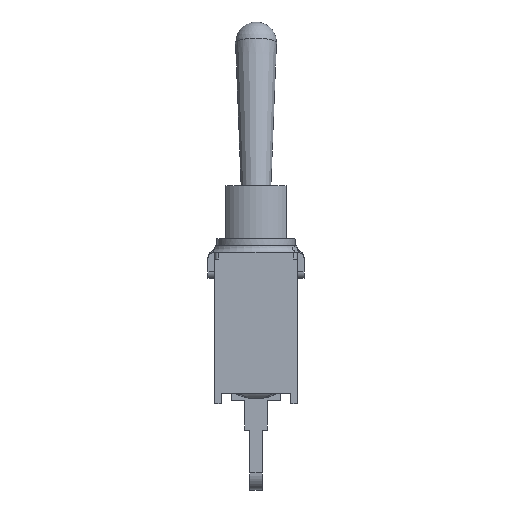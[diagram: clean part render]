
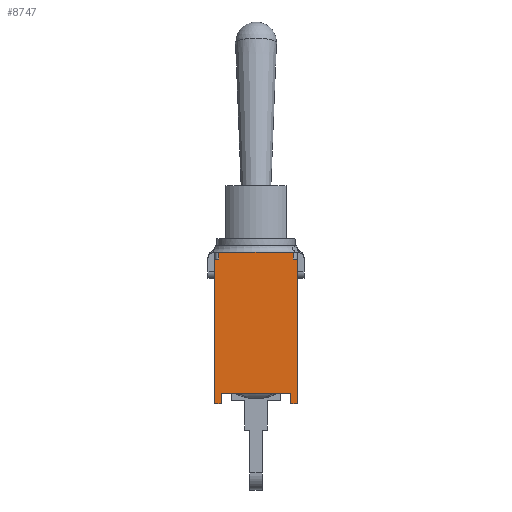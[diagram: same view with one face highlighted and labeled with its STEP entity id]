
A CAD part, left-side view. The second image highlights one B-rep face of the part: STEP entity #8747.
In plain terms, the highlighted planar face has unit normal (-1, 0, 0).
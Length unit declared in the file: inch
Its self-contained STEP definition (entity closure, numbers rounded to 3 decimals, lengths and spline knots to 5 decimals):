
#1097=CARTESIAN_POINT('',(-0.16004,0.09016,0.36614));
#1098=VERTEX_POINT('',#1097);
#1106=CARTESIAN_POINT('',(-0.16004,-0.09016,0.36614));
#1107=VERTEX_POINT('',#1106);
#1108=CARTESIAN_POINT('',(-0.16004,-0.09016,0.36614));
#1109=DIRECTION('',(0.0,1.0,0.0));
#1110=VECTOR('',#1109,0.18031);
#1111=LINE('',#1108,#1110);
#1112=EDGE_CURVE('',#1107,#1098,#1111,.T.);
#1951=CARTESIAN_POINT('',(-0.16004,0.09016,0.35));
#1952=VERTEX_POINT('',#1951);
#1960=CARTESIAN_POINT('',(-0.16004,0.09016,0.35));
#1961=DIRECTION('',(0.0,0.0,1.0));
#1962=VECTOR('',#1961,0.01614);
#1963=LINE('',#1960,#1962);
#1964=EDGE_CURVE('',#1952,#1098,#1963,.T.);
#1975=CARTESIAN_POINT('',(-0.16004,-0.09016,0.35));
#1976=VERTEX_POINT('',#1975);
#1977=CARTESIAN_POINT('',(-0.16004,-0.09016,0.36614));
#1978=DIRECTION('',(0.0,0.0,-1.0));
#1979=VECTOR('',#1978,0.01614);
#1980=LINE('',#1977,#1979);
#1981=EDGE_CURVE('',#1107,#1976,#1980,.T.);
#2424=CARTESIAN_POINT('',(-0.16004,0.1,0.35));
#2425=VERTEX_POINT('',#2424);
#2432=CARTESIAN_POINT('',(-0.16004,0.09016,0.35));
#2433=DIRECTION('',(0.0,1.0,0.0));
#2434=VECTOR('',#2433,0.00984);
#2435=LINE('',#2432,#2434);
#2436=EDGE_CURVE('',#1952,#2425,#2435,.T.);
#2507=CARTESIAN_POINT('',(-0.16004,0.1,0.0));
#2508=VERTEX_POINT('',#2507);
#2515=CARTESIAN_POINT('',(-0.16004,0.1,0.0));
#2516=DIRECTION('',(0.0,0.0,1.0));
#2517=VECTOR('',#2516,0.35);
#2518=LINE('',#2515,#2517);
#2519=EDGE_CURVE('',#2508,#2425,#2518,.T.);
#8423=CARTESIAN_POINT('',(-0.16004,-0.08425,0.02559));
#8424=VERTEX_POINT('',#8423);
#8439=CARTESIAN_POINT('',(-0.16004,-0.08425,0.0));
#8440=VERTEX_POINT('',#8439);
#8447=CARTESIAN_POINT('',(-0.16004,-0.08425,0.02559));
#8448=DIRECTION('',(0.0,0.0,-1.0));
#8449=VECTOR('',#8448,0.02559);
#8450=LINE('',#8447,#8449);
#8451=EDGE_CURVE('',#8424,#8440,#8450,.T.);
#8461=CARTESIAN_POINT('',(-0.16004,0.08425,0.02559));
#8462=VERTEX_POINT('',#8461);
#8471=CARTESIAN_POINT('',(-0.16004,0.08425,0.0));
#8472=VERTEX_POINT('',#8471);
#8473=CARTESIAN_POINT('',(-0.16004,0.08425,0.0));
#8474=DIRECTION('',(0.0,0.0,1.0));
#8475=VECTOR('',#8474,0.02559);
#8476=LINE('',#8473,#8475);
#8477=EDGE_CURVE('',#8472,#8462,#8476,.T.);
#8670=CARTESIAN_POINT('',(-0.16004,0.08425,0.02559));
#8671=DIRECTION('',(0.0,-1.0,0.0));
#8672=VECTOR('',#8671,0.1685);
#8673=LINE('',#8670,#8672);
#8674=EDGE_CURVE('',#8462,#8424,#8673,.T.);
#8704=CARTESIAN_POINT('',(-0.16004,-0.11,-0.01831));
#8705=DIRECTION('',(-1.0,0.0,0.0));
#8706=DIRECTION('',(0.0,0.0,1.0));
#8707=AXIS2_PLACEMENT_3D('',#8704,#8705,#8706);
#8708=PLANE('',#8707);
#8709=ORIENTED_EDGE('',*,*,#8477,.T.);
#8710=ORIENTED_EDGE('',*,*,#8674,.T.);
#8711=ORIENTED_EDGE('',*,*,#8451,.T.);
#8712=CARTESIAN_POINT('',(-0.16004,-0.1,0.0));
#8713=VERTEX_POINT('',#8712);
#8714=CARTESIAN_POINT('',(-0.16004,-0.1,0.0));
#8715=DIRECTION('',(0.0,1.0,0.0));
#8716=VECTOR('',#8715,0.01575);
#8717=LINE('',#8714,#8716);
#8718=EDGE_CURVE('',#8713,#8440,#8717,.T.);
#8719=ORIENTED_EDGE('',*,*,#8718,.F.);
#8720=CARTESIAN_POINT('',(-0.16004,-0.1,0.35));
#8721=VERTEX_POINT('',#8720);
#8722=CARTESIAN_POINT('',(-0.16004,-0.1,0.0));
#8723=DIRECTION('',(0.0,0.0,1.0));
#8724=VECTOR('',#8723,0.35);
#8725=LINE('',#8722,#8724);
#8726=EDGE_CURVE('',#8713,#8721,#8725,.T.);
#8727=ORIENTED_EDGE('',*,*,#8726,.T.);
#8728=CARTESIAN_POINT('',(-0.16004,-0.1,0.35));
#8729=DIRECTION('',(0.0,1.0,0.0));
#8730=VECTOR('',#8729,0.00984);
#8731=LINE('',#8728,#8730);
#8732=EDGE_CURVE('',#8721,#1976,#8731,.T.);
#8733=ORIENTED_EDGE('',*,*,#8732,.T.);
#8734=ORIENTED_EDGE('',*,*,#1981,.F.);
#8735=ORIENTED_EDGE('',*,*,#1112,.T.);
#8736=ORIENTED_EDGE('',*,*,#1964,.F.);
#8737=ORIENTED_EDGE('',*,*,#2436,.T.);
#8738=ORIENTED_EDGE('',*,*,#2519,.F.);
#8739=CARTESIAN_POINT('',(-0.16004,0.08425,0.0));
#8740=DIRECTION('',(0.0,1.0,0.0));
#8741=VECTOR('',#8740,0.01575);
#8742=LINE('',#8739,#8741);
#8743=EDGE_CURVE('',#8472,#2508,#8742,.T.);
#8744=ORIENTED_EDGE('',*,*,#8743,.F.);
#8745=EDGE_LOOP('',(#8709,#8710,#8711,#8719,#8727,#8733,#8734,#8735,#8736,#8737,#8738,#8744));
#8746=FACE_OUTER_BOUND('',#8745,.T.);
#8747=ADVANCED_FACE('',(#8746),#8708,.T.);
